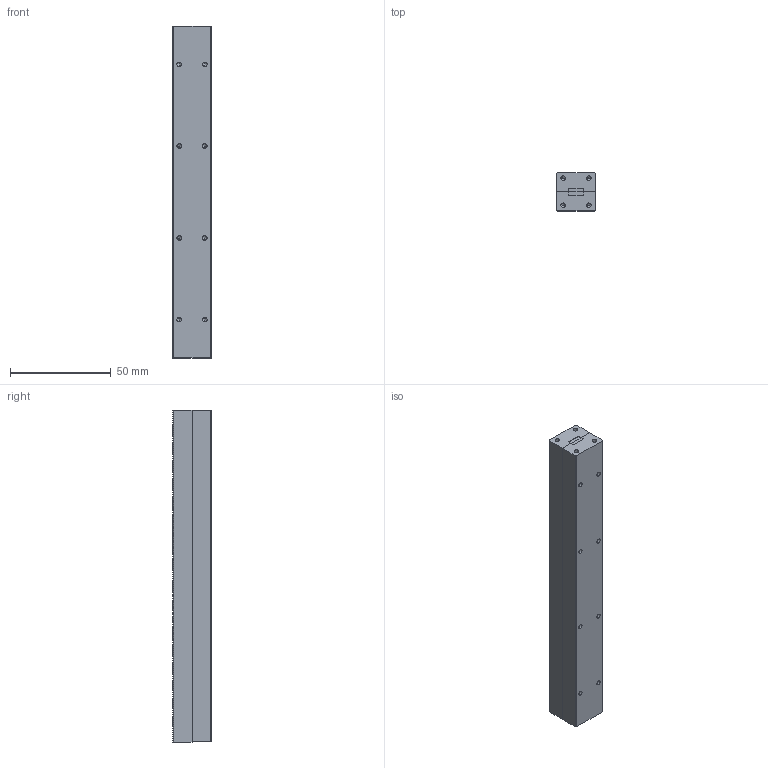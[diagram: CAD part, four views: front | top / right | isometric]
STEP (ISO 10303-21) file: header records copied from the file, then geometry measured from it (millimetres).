
FILE_DESCRIPTION (( 'STEP AP203' ), '1' );
FILE_NAME ('SWF-25301340-28-B2-D.STEP', '2019-10-17T17:00:12', ( '' ), ( '' ), 'SwSTEP 2.0', 'SolidWorks 2016', '' );
FILE_SCHEMA (( 'CONFIG_CONTROL_DESIGN' ));
Length unit declared in the file: inch
Products named in the file (1): SWF-25301340-28-B2-D
Bounding box: 19.05 x 19.05 x 165.1 mm (x, y, z)
Volume: 58236.3 mm3; surface area: 24476.8 mm2
Topology: 2 solids, 34 shells, 1100 faces, 2156 edges, 1240 vertices
Faces by surface type: plane 420, cone 384, cylinder 296
Entity records: 28469 total; most frequent: CARTESIAN_POINT 5841, DIRECTION 5046, ORIENTED_EDGE 4248, EDGE_CURVE 2124, AXIS2_PLACEMENT_3D 2045, EDGE_LOOP 1248, VERTEX_POINT 1240, FACE_OUTER_BOUND 1100
